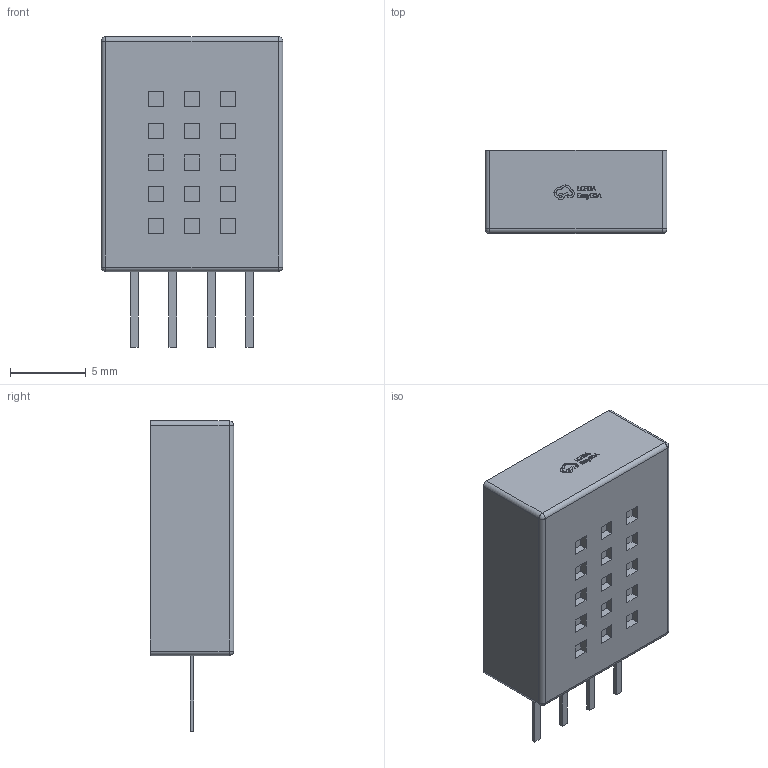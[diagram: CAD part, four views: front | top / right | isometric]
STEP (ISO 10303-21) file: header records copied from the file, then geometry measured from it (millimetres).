
FILE_DESCRIPTION (( 'STEP AP214' ), '1' );
FILE_NAME ('SIP-4_L12.0-W5.5-P2.54-L.STEP', '2024-01-27T04:28:04', ( 'User' ), ( 'China' ), 'SwSTEP 2.0', 'SolidWorks 2020', '' );
FILE_SCHEMA (( 'AUTOMOTIVE_DESIGN' ));
Length unit declared in the file: millimetre
Products named in the file (1): SIP-4_L12.0-W5.5-P2.54-L
Bounding box: 12 x 5.5 x 20.51 mm (x, y, z)
Volume: 1016.5 mm3; surface area: 724.7 mm2
Topology: 1 solids, 1 shells, 337 faces, 883 edges, 582 vertices
Faces by surface type: plane 227, bspline 98, cylinder 8, sphere 4
Entity records: 14466 total; most frequent: CARTESIAN_POINT 3105, ORIENTED_EDGE 1758, DIRECTION 1175, EDGE_CURVE 879, VECTOR 663, LINE 663, VERTEX_POINT 582, EDGE_LOOP 375
